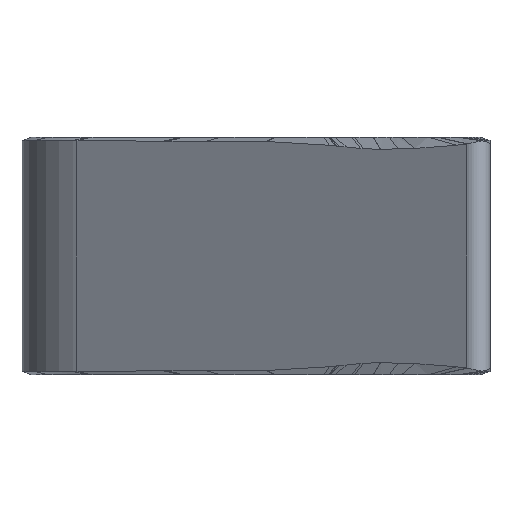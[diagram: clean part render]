
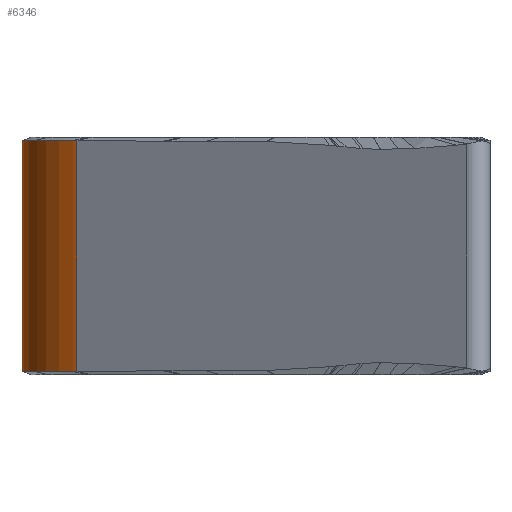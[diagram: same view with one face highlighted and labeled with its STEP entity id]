
A CAD part, left-side view. The second image highlights one B-rep face of the part: STEP entity #6346.
In plain terms, the highlighted cylindrical face has radius 3.5 mm (diameter 7 mm), a partial arc.
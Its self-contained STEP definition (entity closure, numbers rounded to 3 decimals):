
#6281=AXIS2_PLACEMENT_3D('Cylinder Axis2P3D',#6278,#6279,#6280) ;
#2002=CARTESIAN_POINT('Vertex',(-4.351,4.858,-0.096)) ;
#2005=CARTESIAN_POINT('Line Origine',(-4.351,4.858,-3.225)) ;
#2009=CARTESIAN_POINT('Vertex',(-4.351,4.858,-6.355)) ;
#6278=CARTESIAN_POINT('Axis2P3D Location',(-1.484,2.85,-3.225)) ;
#6284=CARTESIAN_POINT('Control Point',(-4.351,4.858,-0.096)) ;
#6285=CARTESIAN_POINT('Control Point',(-4.323,4.897,-0.095)) ;
#6286=CARTESIAN_POINT('Control Point',(-4.294,4.937,-0.094)) ;
#6287=CARTESIAN_POINT('Control Point',(-4.264,4.975,-0.093)) ;
#6288=CARTESIAN_POINT('Vertex',(-4.264,4.975,-0.093)) ;
#6292=CARTESIAN_POINT('Control Point',(-3.1,5.955,-0.081)) ;
#6293=CARTESIAN_POINT('Control Point',(-3.554,5.718,-0.079)) ;
#6294=CARTESIAN_POINT('Control Point',(-3.954,5.381,-0.085)) ;
#6295=CARTESIAN_POINT('Control Point',(-4.264,4.975,-0.093)) ;
#6296=CARTESIAN_POINT('Vertex',(-3.1,5.955,-0.081)) ;
#6300=CARTESIAN_POINT('Control Point',(-1.484,6.35,-0.096)) ;
#6301=CARTESIAN_POINT('Control Point',(-2.044,6.35,-0.085)) ;
#6302=CARTESIAN_POINT('Control Point',(-2.604,6.213,-0.079)) ;
#6303=CARTESIAN_POINT('Control Point',(-3.1,5.955,-0.081)) ;
#6304=CARTESIAN_POINT('Vertex',(-1.484,6.35,-0.096)) ;
#6307=CARTESIAN_POINT('Line Origine',(-1.484,6.35,-3.225)) ;
#6311=CARTESIAN_POINT('Vertex',(-1.484,6.35,-6.355)) ;
#6315=CARTESIAN_POINT('Control Point',(-1.484,6.35,-6.355)) ;
#6316=CARTESIAN_POINT('Control Point',(-2.044,6.35,-6.366)) ;
#6317=CARTESIAN_POINT('Control Point',(-2.604,6.213,-6.372)) ;
#6318=CARTESIAN_POINT('Control Point',(-3.1,5.955,-6.37)) ;
#6319=CARTESIAN_POINT('Vertex',(-3.1,5.955,-6.37)) ;
#6323=CARTESIAN_POINT('Control Point',(-3.1,5.955,-6.37)) ;
#6324=CARTESIAN_POINT('Control Point',(-3.554,5.718,-6.371)) ;
#6325=CARTESIAN_POINT('Control Point',(-3.954,5.381,-6.366)) ;
#6326=CARTESIAN_POINT('Control Point',(-4.264,4.975,-6.358)) ;
#6327=CARTESIAN_POINT('Vertex',(-4.264,4.975,-6.358)) ;
#6331=CARTESIAN_POINT('Control Point',(-4.351,4.858,-6.355)) ;
#6332=CARTESIAN_POINT('Control Point',(-4.323,4.897,-6.356)) ;
#6333=CARTESIAN_POINT('Control Point',(-4.294,4.937,-6.357)) ;
#6334=CARTESIAN_POINT('Control Point',(-4.264,4.975,-6.358)) ;
#2006=DIRECTION('Vector Direction',(0.,0.,-1.)) ;
#6279=DIRECTION('Axis2P3D Direction',(0.,-0.,1.)) ;
#6280=DIRECTION('Axis2P3D XDirection',(0.,1.,0.)) ;
#6308=DIRECTION('Vector Direction',(0.,0.,1.)) ;
#2007=VECTOR('Line Direction',#2006,1.) ;
#6309=VECTOR('Line Direction',#6308,1.) ;
#6337=ORIENTED_EDGE('',*,*,#2011,.F.) ;
#6338=ORIENTED_EDGE('',*,*,#6290,.F.) ;
#6339=ORIENTED_EDGE('',*,*,#6298,.F.) ;
#6340=ORIENTED_EDGE('',*,*,#6306,.T.) ;
#6341=ORIENTED_EDGE('',*,*,#6313,.T.) ;
#6342=ORIENTED_EDGE('',*,*,#6321,.F.) ;
#6343=ORIENTED_EDGE('',*,*,#6329,.T.) ;
#6344=ORIENTED_EDGE('',*,*,#6335,.T.) ;
#6346=ADVANCED_FACE('CUT',(#6345),#6282,.T.) ;
#6283=B_SPLINE_CURVE_WITH_KNOTS('',3,(#6284,#6285,#6286,#6287),.UNSPECIFIED.,.F.,.U.,(4,4),(0.,0.206),.UNSPECIFIED.) ;
#6291=B_SPLINE_CURVE_WITH_KNOTS('',3,(#6292,#6293,#6294,#6295),.UNSPECIFIED.,.F.,.U.,(4,4),(0.,2.178),.UNSPECIFIED.) ;
#6299=B_SPLINE_CURVE_WITH_KNOTS('',3,(#6300,#6301,#6302,#6303),.UNSPECIFIED.,.F.,.U.,(4,4),(0.,2.387),.UNSPECIFIED.) ;
#6314=B_SPLINE_CURVE_WITH_KNOTS('',3,(#6315,#6316,#6317,#6318),.UNSPECIFIED.,.F.,.U.,(4,4),(0.,2.387),.UNSPECIFIED.) ;
#6322=B_SPLINE_CURVE_WITH_KNOTS('',3,(#6323,#6324,#6325,#6326),.UNSPECIFIED.,.F.,.U.,(4,4),(0.,2.178),.UNSPECIFIED.) ;
#6330=B_SPLINE_CURVE_WITH_KNOTS('',3,(#6331,#6332,#6333,#6334),.UNSPECIFIED.,.F.,.U.,(4,4),(0.,0.206),.UNSPECIFIED.) ;
#6282=CYLINDRICAL_SURFACE('generated cylinder',#6281,3.5) ;
#2011=EDGE_CURVE('',#2003,#2010,#2008,.T.) ;
#6290=EDGE_CURVE('',#6289,#2003,#6283,.F.) ;
#6298=EDGE_CURVE('',#6297,#6289,#6291,.T.) ;
#6306=EDGE_CURVE('',#6297,#6305,#6299,.F.) ;
#6313=EDGE_CURVE('',#6305,#6312,#6310,.F.) ;
#6321=EDGE_CURVE('',#6320,#6312,#6314,.F.) ;
#6329=EDGE_CURVE('',#6320,#6328,#6322,.T.) ;
#6335=EDGE_CURVE('',#6328,#2010,#6330,.F.) ;
#6336=EDGE_LOOP('',(#6337,#6338,#6339,#6340,#6341,#6342,#6343,#6344)) ;
#6345=FACE_OUTER_BOUND('',#6336,.T.) ;
#2008=LINE('Line',#2005,#2007) ;
#6310=LINE('Line',#6307,#6309) ;
#2003=VERTEX_POINT('',#2002) ;
#2010=VERTEX_POINT('',#2009) ;
#6289=VERTEX_POINT('',#6288) ;
#6297=VERTEX_POINT('',#6296) ;
#6305=VERTEX_POINT('',#6304) ;
#6312=VERTEX_POINT('',#6311) ;
#6320=VERTEX_POINT('',#6319) ;
#6328=VERTEX_POINT('',#6327) ;
